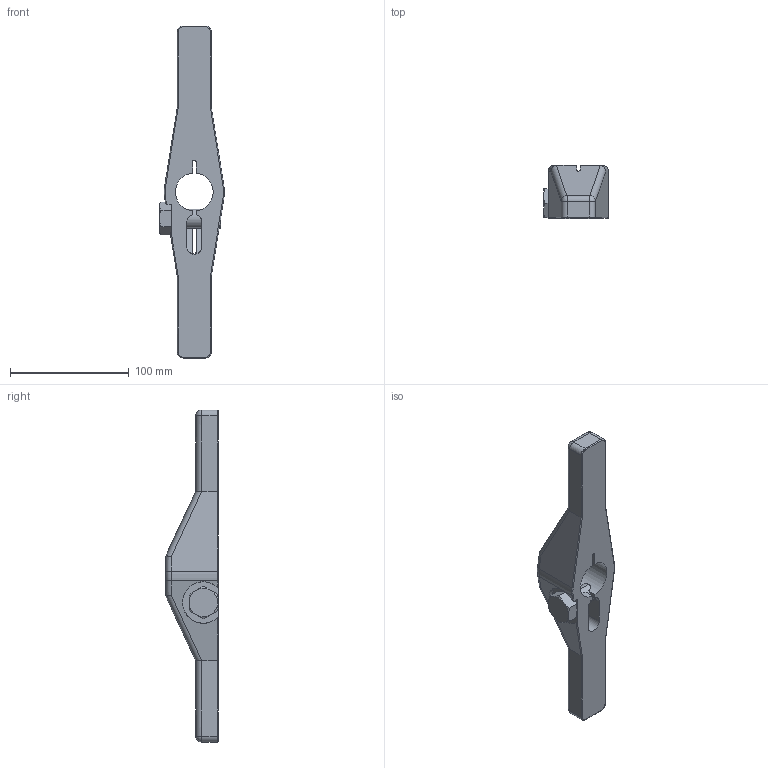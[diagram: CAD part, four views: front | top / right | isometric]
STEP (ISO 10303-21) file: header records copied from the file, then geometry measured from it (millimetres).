
FILE_DESCRIPTION((''),'2;1');
FILE_NAME('ILC91521814','2005-04-12T',('KR'),(''),'PRO/ENGINEER BY PARAMETRIC TECHNOLOGY CORPORATION, 2004290','PRO/ENGINEER BY PARAMETRIC TECHNOLOGY CORPORATION, 2004290','');
FILE_SCHEMA(('AUTOMOTIVE_DESIGN_CC2 { 1 2 10303 214 -1 1 5 2 }'));
Length unit declared in the file: inch
Products named in the file (1): ILC91521814
Bounding box: 54.57 x 44.45 x 279.4 mm (x, y, z)
Volume: 230708.1 mm3; surface area: 43216.5 mm2
Topology: 1 solids, 1 shells, 104 faces, 267 edges, 165 vertices
Faces by surface type: cylinder 49, plane 37, torus 8, cone 6, sphere 4
Entity records: 4563 total; most frequent: CARTESIAN_POINT 972, ORIENTED_EDGE 534, DIRECTION 491, PRESENTATION_STYLE_ASSIGNMENT 284, STYLED_ITEM 268, CURVE_STYLE 267, EDGE_CURVE 267, AXIS2_PLACEMENT_3D 179
